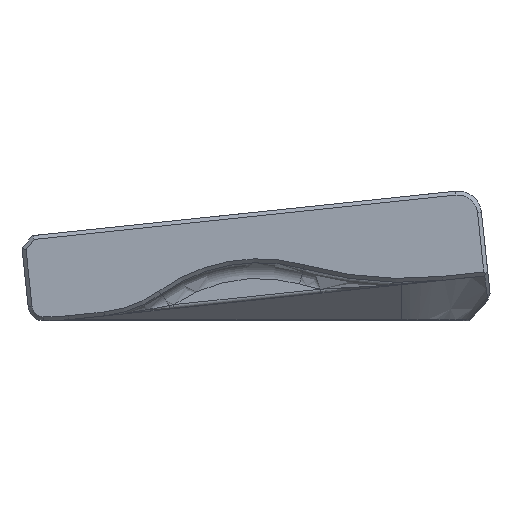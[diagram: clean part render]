
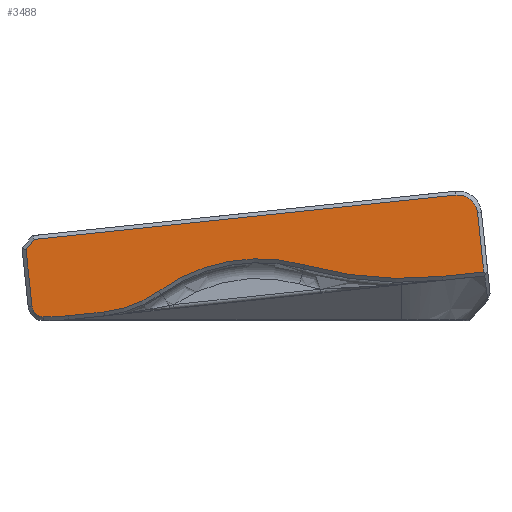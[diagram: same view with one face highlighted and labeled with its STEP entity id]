
A CAD part, left-side view. The second image highlights one B-rep face of the part: STEP entity #3488.
In plain terms, the highlighted planar face has unit normal (-1, 0, 0).
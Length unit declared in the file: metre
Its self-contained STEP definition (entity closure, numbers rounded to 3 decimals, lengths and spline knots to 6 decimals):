
#151=CIRCLE('',#3728,0.094);
#152=CIRCLE('',#3730,0.0435);
#154=CIRCLE('',#3733,0.005);
#155=CIRCLE('',#3734,0.003);
#156=CIRCLE('',#3735,0.059);
#157=CIRCLE('',#3736,0.029);
#415=FACE_OUTER_BOUND('',#625,.T.);
#625=EDGE_LOOP('',(#2509,#2510,#2511,#2512,#2513,#2514,#2515,#2516,#2517,
#2518,#2519,#2520));
#873=LINE('',#6025,#1182);
#876=LINE('',#6030,#1185);
#880=LINE('',#6112,#1189);
#881=LINE('',#6114,#1190);
#882=LINE('',#6116,#1191);
#883=LINE('',#6122,#1192);
#1182=VECTOR('',#4244,0.01);
#1185=VECTOR('',#4249,0.01);
#1189=VECTOR('',#4267,0.01);
#1190=VECTOR('',#4268,0.01);
#1191=VECTOR('',#4269,0.01);
#1192=VECTOR('',#4274,0.01);
#1519=VERTEX_POINT('',#6022);
#1520=VERTEX_POINT('',#6024);
#1521=VERTEX_POINT('',#6028);
#1524=VERTEX_POINT('',#6099);
#1525=VERTEX_POINT('',#6103);
#1527=VERTEX_POINT('',#6109);
#1528=VERTEX_POINT('',#6111);
#1529=VERTEX_POINT('',#6113);
#1530=VERTEX_POINT('',#6115);
#1531=VERTEX_POINT('',#6117);
#1532=VERTEX_POINT('',#6119);
#1533=VERTEX_POINT('',#6121);
#1894=EDGE_CURVE('',#1519,#1520,#873,.T.);
#1897=EDGE_CURVE('',#1521,#1519,#876,.T.);
#1902=EDGE_CURVE('',#1520,#1524,#151,.T.);
#1903=EDGE_CURVE('',#1524,#1525,#152,.T.);
#1906=EDGE_CURVE('',#1527,#1521,#154,.T.);
#1907=EDGE_CURVE('',#1528,#1527,#880,.T.);
#1908=EDGE_CURVE('',#1529,#1528,#881,.T.);
#1909=EDGE_CURVE('',#1530,#1529,#882,.T.);
#1910=EDGE_CURVE('',#1531,#1530,#155,.T.);
#1911=EDGE_CURVE('',#1532,#1531,#156,.T.);
#1912=EDGE_CURVE('',#1533,#1532,#883,.T.);
#1913=EDGE_CURVE('',#1525,#1533,#157,.T.);
#2509=ORIENTED_EDGE('',*,*,#1894,.F.);
#2510=ORIENTED_EDGE('',*,*,#1897,.F.);
#2511=ORIENTED_EDGE('',*,*,#1906,.F.);
#2512=ORIENTED_EDGE('',*,*,#1907,.F.);
#2513=ORIENTED_EDGE('',*,*,#1908,.F.);
#2514=ORIENTED_EDGE('',*,*,#1909,.F.);
#2515=ORIENTED_EDGE('',*,*,#1910,.F.);
#2516=ORIENTED_EDGE('',*,*,#1911,.F.);
#2517=ORIENTED_EDGE('',*,*,#1912,.F.);
#2518=ORIENTED_EDGE('',*,*,#1913,.F.);
#2519=ORIENTED_EDGE('',*,*,#1903,.F.);
#2520=ORIENTED_EDGE('',*,*,#1902,.F.);
#3372=PLANE('',#3732);
#3488=ADVANCED_FACE('',(#415),#3372,.F.);
#3728=AXIS2_PLACEMENT_3D('',#6101,#4254,#4255);
#3730=AXIS2_PLACEMENT_3D('',#6104,#4258,#4259);
#3732=AXIS2_PLACEMENT_3D('',#6108,#4263,#4264);
#3733=AXIS2_PLACEMENT_3D('',#6110,#4265,#4266);
#3734=AXIS2_PLACEMENT_3D('',#6118,#4270,#4271);
#3735=AXIS2_PLACEMENT_3D('',#6120,#4272,#4273);
#3736=AXIS2_PLACEMENT_3D('',#6123,#4275,#4276);
#4244=DIRECTION('',(0.,0.995,-0.105));
#4249=DIRECTION('',(0.,-0.105,-0.995));
#4254=DIRECTION('center_axis',(1.,0.,0.));
#4255=DIRECTION('ref_axis',(0.,0.083,-0.997));
#4258=DIRECTION('center_axis',(-1.,0.,0.));
#4259=DIRECTION('ref_axis',(0.,0.105,0.995));
#4263=DIRECTION('center_axis',(1.,0.,0.));
#4264=DIRECTION('ref_axis',(0.,0.105,0.995));
#4265=DIRECTION('center_axis',(1.,0.,0.));
#4266=DIRECTION('ref_axis',(0.,-0.995,0.105));
#4267=DIRECTION('',(0.,-0.995,0.105));
#4268=DIRECTION('',(0.,-0.629,0.777));
#4269=DIRECTION('',(0.,0.105,0.995));
#4270=DIRECTION('center_axis',(1.,0.,0.));
#4271=DIRECTION('ref_axis',(0.,0.67,-0.742));
#4272=DIRECTION('center_axis',(1.,0.,0.));
#4273=DIRECTION('ref_axis',(0.,-0.052,-0.999));
#4274=DIRECTION('',(0.,0.995,-0.105));
#4275=DIRECTION('center_axis',(1.,0.,0.));
#4276=DIRECTION('ref_axis',(0.,-0.357,-0.934));
#6022=CARTESIAN_POINT('',(0.116717,-0.09479,0.011966));
#6024=CARTESIAN_POINT('',(0.116717,-0.084154,0.010848));
#6025=CARTESIAN_POINT('',(0.116717,0.09621,-0.008109));
#6028=CARTESIAN_POINT('',(0.116717,-0.093201,0.027082));
#6030=CARTESIAN_POINT('',(0.116717,-0.094929,0.010637));
#6099=CARTESIAN_POINT('',(0.116717,-0.0492,0.013754));
#6101=CARTESIAN_POINT('Origin',(0.116717,-0.074329,0.104333));
#6103=CARTESIAN_POINT('',(0.116717,-0.01214,0.007129));
#6104=CARTESIAN_POINT('Origin',(0.116717,-0.037571,-0.028163));
#6108=CARTESIAN_POINT('Origin',(0.116717,-0.034949,-0.003221));
#6109=CARTESIAN_POINT('',(0.116717,-0.087706,0.031532));
#6110=CARTESIAN_POINT('Origin',(0.116717,-0.088228,0.02656));
#6111=CARTESIAN_POINT('',(0.116717,0.01949,0.020266));
#6112=CARTESIAN_POINT('',(0.116717,-0.006254,0.022971));
#6113=CARTESIAN_POINT('',(0.116717,0.021638,0.017612));
#6114=CARTESIAN_POINT('',(0.116717,0.01499,0.025822));
#6115=CARTESIAN_POINT('',(0.116717,0.020126,0.003227));
#6116=CARTESIAN_POINT('',(0.116717,0.019942,0.001475));
#6117=CARTESIAN_POINT('',(0.116717,0.01715,0.00054));
#6118=CARTESIAN_POINT('Origin',(0.116717,0.017143,0.00354));
#6119=CARTESIAN_POINT('',(0.116717,0.010841,0.000863));
#6120=CARTESIAN_POINT('Origin',(0.116717,0.017008,0.05954));
#6121=CARTESIAN_POINT('',(0.116717,0.001783,0.001815));
#6122=CARTESIAN_POINT('',(0.116717,0.09621,-0.008109));
#6123=CARTESIAN_POINT('Origin',(0.116717,0.004815,0.030656));
